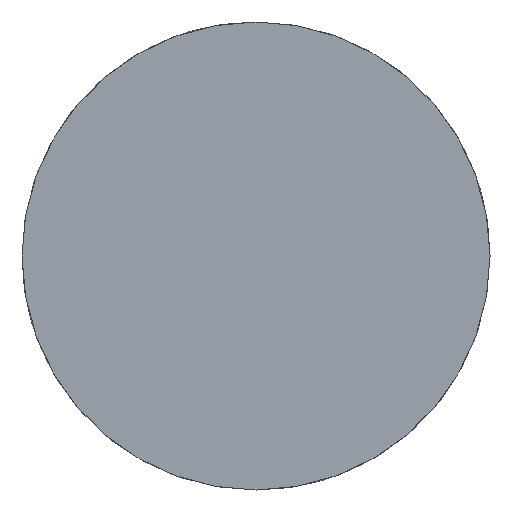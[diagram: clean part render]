
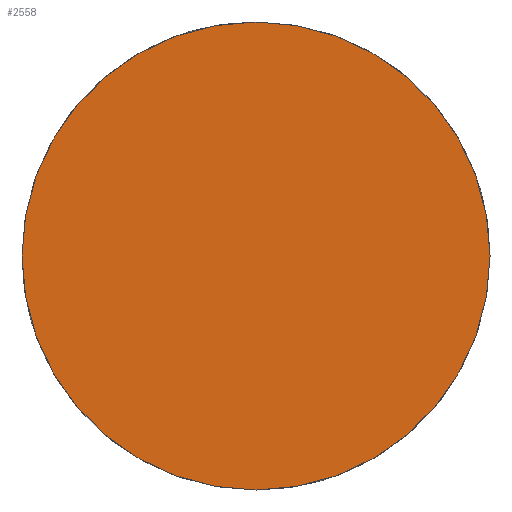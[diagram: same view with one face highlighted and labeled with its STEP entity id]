
A CAD part, front view. The second image highlights one B-rep face of the part: STEP entity #2558.
In plain terms, the highlighted planar face has unit normal (0, -1, 0).
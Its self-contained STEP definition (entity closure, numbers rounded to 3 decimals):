
#39 = AXIS2_PLACEMENT_3D ( 'NONE', #3558, #1088, #810 ) ;
#127 = DIRECTION ( 'NONE',  ( 0., 1., 0. ) ) ;
#492 = FACE_OUTER_BOUND ( 'NONE', #3326, .T. ) ;
#687 = VERTEX_POINT ( 'NONE', #1390 ) ;
#690 = DIRECTION ( 'NONE',  ( 0., 0., 1. ) ) ;
#723 = DIRECTION ( 'NONE',  ( 0., 0., 1. ) ) ;
#810 = DIRECTION ( 'NONE',  ( 0., 0., 1. ) ) ;
#1088 = DIRECTION ( 'NONE',  ( 0., 1., 0. ) ) ;
#1376 = EDGE_CURVE ( 'NONE', #1882, #687, #3293, .T. ) ;
#1390 = CARTESIAN_POINT ( 'NONE',  ( 0., 0., -35. ) ) ;
#1739 = AXIS2_PLACEMENT_3D ( 'NONE', #3201, #2943, #723 ) ;
#1882 = VERTEX_POINT ( 'NONE', #2166 ) ;
#1957 = ORIENTED_EDGE ( 'NONE', *, *, #1376, .F. ) ;
#2034 = ORIENTED_EDGE ( 'NONE', *, *, #2576, .F. ) ;
#2086 = CARTESIAN_POINT ( 'NONE',  ( 0., 0., 0. ) ) ;
#2166 = CARTESIAN_POINT ( 'NONE',  ( 0., 0., 35. ) ) ;
#2468 = PLANE ( 'NONE',  #39 ) ;
#2558 = ADVANCED_FACE ( 'NONE', ( #492 ), #2468, .F. ) ;
#2576 = EDGE_CURVE ( 'NONE', #687, #1882, #2776, .T. ) ;
#2776 = CIRCLE ( 'NONE', #3457, 35. ) ;
#2943 = DIRECTION ( 'NONE',  ( 0., 1., 0. ) ) ;
#3201 = CARTESIAN_POINT ( 'NONE',  ( 0., 0., 0. ) ) ;
#3293 = CIRCLE ( 'NONE', #1739, 35. ) ;
#3326 = EDGE_LOOP ( 'NONE', ( #2034, #1957 ) ) ;
#3457 = AXIS2_PLACEMENT_3D ( 'NONE', #2086, #127, #690 ) ;
#3558 = CARTESIAN_POINT ( 'NONE',  ( 0., 0., 0. ) ) ;
